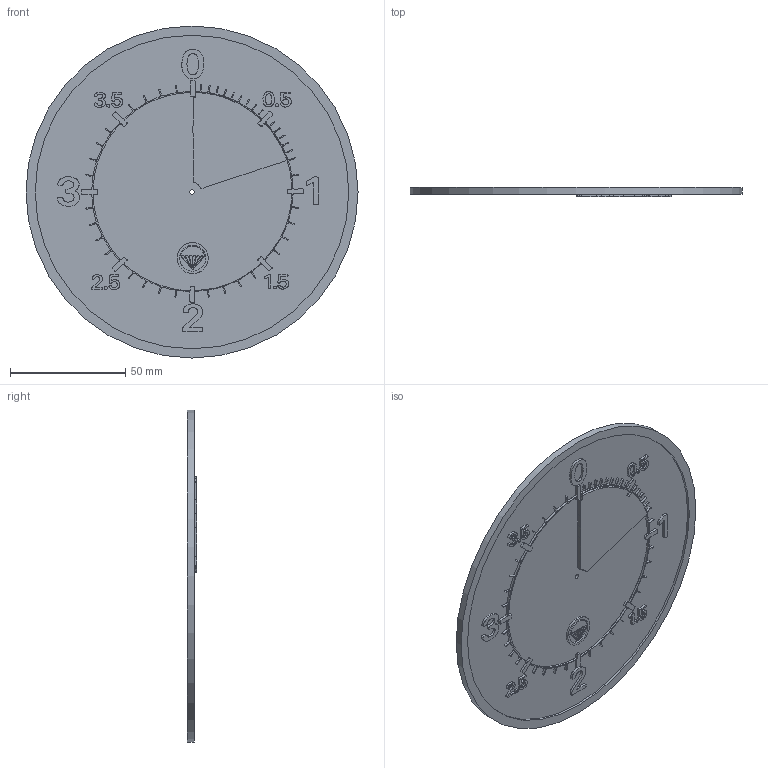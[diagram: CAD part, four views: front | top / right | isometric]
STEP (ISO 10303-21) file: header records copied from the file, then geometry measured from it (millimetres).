
FILE_DESCRIPTION(/* description */ ('','CAx-IF Rec.Pracs.---Representation and Presentation of Product Manufacturing Information (PMI)---4.0---2014-10-13'),/* implementation_level */ '2;1');
FILE_NAME(/* name */ 'barigo-para-face.step',/* time_stamp */ '2025-01-12T07:53:45+01:00',/* author */ (''),/* organization */ (''),/* preprocessor_version */ 'ST-DEVELOPER v20',/* originating_system */ 'Autodesk Translation Framework v13.20.0.188',/* authorisation */ '');
FILE_SCHEMA (('AP242_MANAGED_MODEL_BASED_3D_ENGINEERING_MIM_LF { 1 0 10303 442 1 1 4 }'));
Length unit declared in the file: millimetre
Products named in the file (1): barigo-para-face
Bounding box: 144 x 4 x 144 mm (x, y, z)
Volume: 37275.6 mm3; surface area: 36311.5 mm2
Topology: 4 solids, 4 shells, 895 faces, 2567 edges, 1715 vertices
Faces by surface type: bspline 830, plane 62, cylinder 3
Full cylindrical faces by diameter (mm): 2 x1, 136 x1, 144 x1
Entity records: 31191 total; most frequent: CARTESIAN_POINT 16031, ORIENTED_EDGE 5134, EDGE_CURVE 2567, VERTEX_POINT 1715, DIRECTION 1024, EDGE_LOOP 938, FACE_OUTER_BOUND 895, ADVANCED_FACE 895
